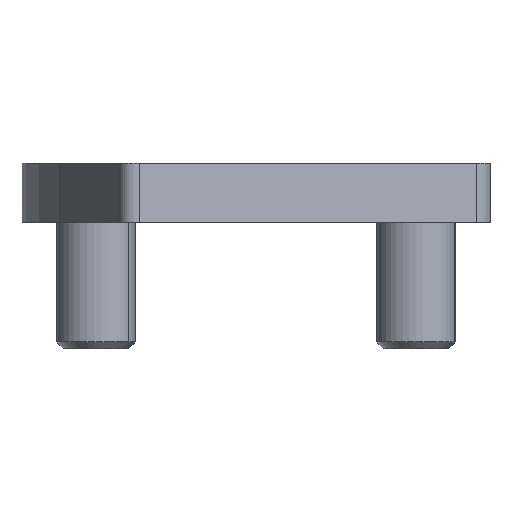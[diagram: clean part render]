
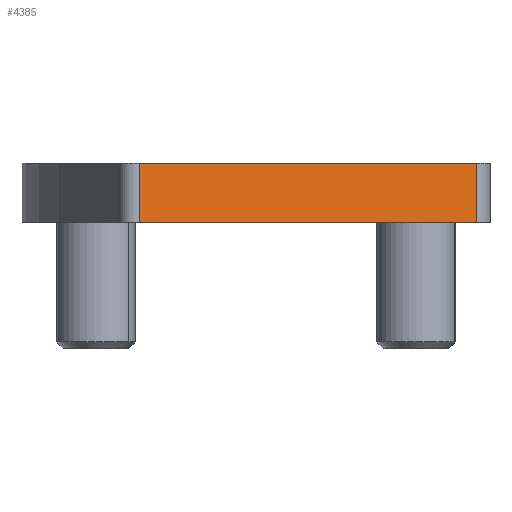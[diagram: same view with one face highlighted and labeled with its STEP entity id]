
A CAD part, left-side view. The second image highlights one B-rep face of the part: STEP entity #4385.
In plain terms, the highlighted planar face has unit normal (-0.924, -0.383, 0).
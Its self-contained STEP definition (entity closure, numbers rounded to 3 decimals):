
#160 = ORIENTED_EDGE ( 'NONE', *, *, #2328, .T. ) ;
#441 = LINE ( 'NONE', #1192, #3763 ) ;
#472 = DIRECTION ( 'NONE',  ( -0.383, 0.924, 0. ) ) ;
#501 = DIRECTION ( 'NONE',  ( 0.924, 0.383, 0. ) ) ;
#778 = FACE_OUTER_BOUND ( 'NONE', #4332, .T. ) ;
#798 = VECTOR ( 'NONE', #3712, 1000. ) ;
#826 = LINE ( 'NONE', #1516, #798 ) ;
#1099 = AXIS2_PLACEMENT_3D ( 'NONE', #3739, #501, #472 ) ;
#1192 = CARTESIAN_POINT ( 'NONE',  ( -34.733, 35.569, -6. ) ) ;
#1250 = EDGE_CURVE ( 'NONE', #3724, #2273, #3189, .T. ) ;
#1295 = DIRECTION ( 'NONE',  ( 0.383, -0.924, 0. ) ) ;
#1516 = CARTESIAN_POINT ( 'NONE',  ( -34.733, 35.569, 0. ) ) ;
#1568 = EDGE_CURVE ( 'NONE', #2468, #1890, #441, .T. ) ;
#1890 = VERTEX_POINT ( 'NONE', #3464 ) ;
#1909 = DIRECTION ( 'NONE',  ( 0., 0., -1. ) ) ;
#2026 = ORIENTED_EDGE ( 'NONE', *, *, #1568, .T. ) ;
#2241 = PLANE ( 'NONE',  #1099 ) ;
#2273 = VERTEX_POINT ( 'NONE', #3936 ) ;
#2293 = LINE ( 'NONE', #2366, #2837 ) ;
#2328 = EDGE_CURVE ( 'NONE', #3724, #2468, #826, .T. ) ;
#2366 = CARTESIAN_POINT ( 'NONE',  ( -20.574, 1.386, 0. ) ) ;
#2466 = ORIENTED_EDGE ( 'NONE', *, *, #1250, .F. ) ;
#2468 = VERTEX_POINT ( 'NONE', #3603 ) ;
#2491 = CARTESIAN_POINT ( 'NONE',  ( -34.733, 35.569, 0. ) ) ;
#2606 = VECTOR ( 'NONE', #1295, 1000. ) ;
#2837 = VECTOR ( 'NONE', #1909, 1000. ) ;
#2873 = EDGE_CURVE ( 'NONE', #2273, #1890, #2293, .T. ) ;
#3189 = LINE ( 'NONE', #2491, #2606 ) ;
#3270 = CARTESIAN_POINT ( 'NONE',  ( -34.733, 35.569, 0. ) ) ;
#3344 = DIRECTION ( 'NONE',  ( 0.383, -0.924, 0. ) ) ;
#3464 = CARTESIAN_POINT ( 'NONE',  ( -20.574, 1.386, -6. ) ) ;
#3603 = CARTESIAN_POINT ( 'NONE',  ( -34.733, 35.569, -6. ) ) ;
#3712 = DIRECTION ( 'NONE',  ( 0., 0., -1. ) ) ;
#3724 = VERTEX_POINT ( 'NONE', #3270 ) ;
#3739 = CARTESIAN_POINT ( 'NONE',  ( -34.733, 35.569, 0. ) ) ;
#3763 = VECTOR ( 'NONE', #3344, 1000. ) ;
#3936 = CARTESIAN_POINT ( 'NONE',  ( -20.574, 1.386, 0. ) ) ;
#4332 = EDGE_LOOP ( 'NONE', ( #2026, #4471, #2466, #160 ) ) ;
#4385 = ADVANCED_FACE ( 'NONE', ( #778 ), #2241, .F. ) ;
#4471 = ORIENTED_EDGE ( 'NONE', *, *, #2873, .F. ) ;
